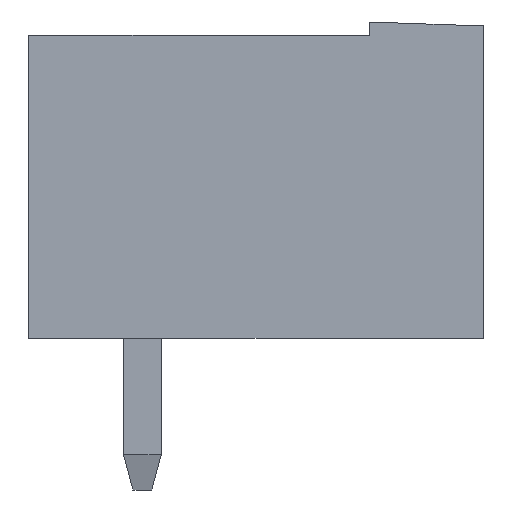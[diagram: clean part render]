
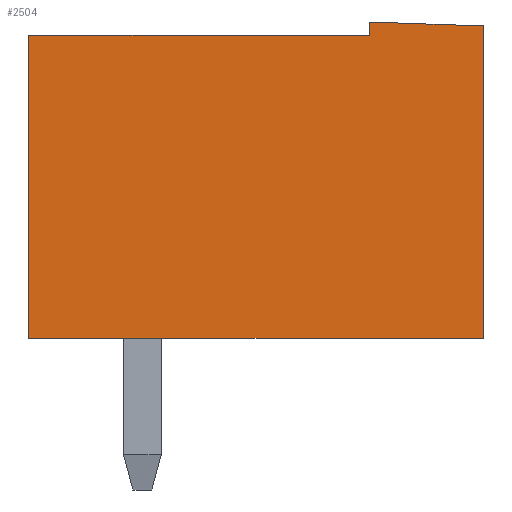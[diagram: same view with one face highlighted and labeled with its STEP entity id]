
A CAD part, front view. The second image highlights one B-rep face of the part: STEP entity #2504.
In plain terms, the highlighted planar face has unit normal (0, -1, 0).
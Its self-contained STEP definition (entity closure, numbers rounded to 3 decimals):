
#161=FACE_OUTER_BOUND('',#318,.T.);
#318=EDGE_LOOP('',(#1925,#1926,#1927,#1928,#1929,#1930));
#522=LINE('',#3759,#837);
#535=LINE('',#3786,#850);
#552=LINE('',#3817,#867);
#555=LINE('',#3823,#870);
#562=LINE('',#3840,#877);
#563=LINE('',#3841,#878);
#837=VECTOR('',#3040,10.);
#850=VECTOR('',#3063,10.);
#867=VECTOR('',#3094,10.);
#870=VECTOR('',#3099,10.);
#877=VECTOR('',#3124,10.);
#878=VECTOR('',#3125,10.);
#1124=VERTEX_POINT('',#3756);
#1125=VERTEX_POINT('',#3758);
#1132=VERTEX_POINT('',#3782);
#1134=VERTEX_POINT('',#3785);
#1143=VERTEX_POINT('',#3821);
#1144=VERTEX_POINT('',#3839);
#1384=EDGE_CURVE('',#1125,#1124,#522,.T.);
#1397=EDGE_CURVE('',#1132,#1134,#535,.T.);
#1414=EDGE_CURVE('',#1134,#1124,#552,.T.);
#1417=EDGE_CURVE('',#1143,#1132,#555,.T.);
#1424=EDGE_CURVE('',#1125,#1144,#562,.T.);
#1425=EDGE_CURVE('',#1144,#1143,#563,.T.);
#1925=ORIENTED_EDGE('',*,*,#1424,.F.);
#1926=ORIENTED_EDGE('',*,*,#1384,.T.);
#1927=ORIENTED_EDGE('',*,*,#1414,.F.);
#1928=ORIENTED_EDGE('',*,*,#1397,.F.);
#1929=ORIENTED_EDGE('',*,*,#1417,.F.);
#1930=ORIENTED_EDGE('',*,*,#1425,.F.);
#2358=PLANE('',#2698);
#2504=ADVANCED_FACE('',(#161),#2358,.T.);
#2698=AXIS2_PLACEMENT_3D('',#3838,#3122,#3123);
#3040=DIRECTION('',(0.,0.,1.));
#3063=DIRECTION('',(0.,0.,1.));
#3094=DIRECTION('',(0.999,0.,-0.035));
#3099=DIRECTION('',(1.,0.,0.));
#3122=DIRECTION('center_axis',(0.,-1.,0.));
#3123=DIRECTION('ref_axis',(1.,0.,0.));
#3124=DIRECTION('',(-1.,0.,0.));
#3125=DIRECTION('',(0.,0.,1.));
#3756=CARTESIAN_POINT('',(0.,0.,8.25));
#3758=CARTESIAN_POINT('',(0.,0.,0.));
#3759=CARTESIAN_POINT('',(0.,0.,0.));
#3782=CARTESIAN_POINT('',(-3.,0.,8.));
#3785=CARTESIAN_POINT('',(-3.,0.,8.355));
#3786=CARTESIAN_POINT('',(-3.,0.,8.));
#3817=CARTESIAN_POINT('',(-6.598,0.,8.48));
#3821=CARTESIAN_POINT('',(-12.,0.,8.));
#3823=CARTESIAN_POINT('',(0.,0.,8.));
#3838=CARTESIAN_POINT('Origin',(-12.,0.,0.));
#3839=CARTESIAN_POINT('',(-12.,0.,0.));
#3840=CARTESIAN_POINT('',(0.,0.,0.));
#3841=CARTESIAN_POINT('',(-12.,0.,0.));
